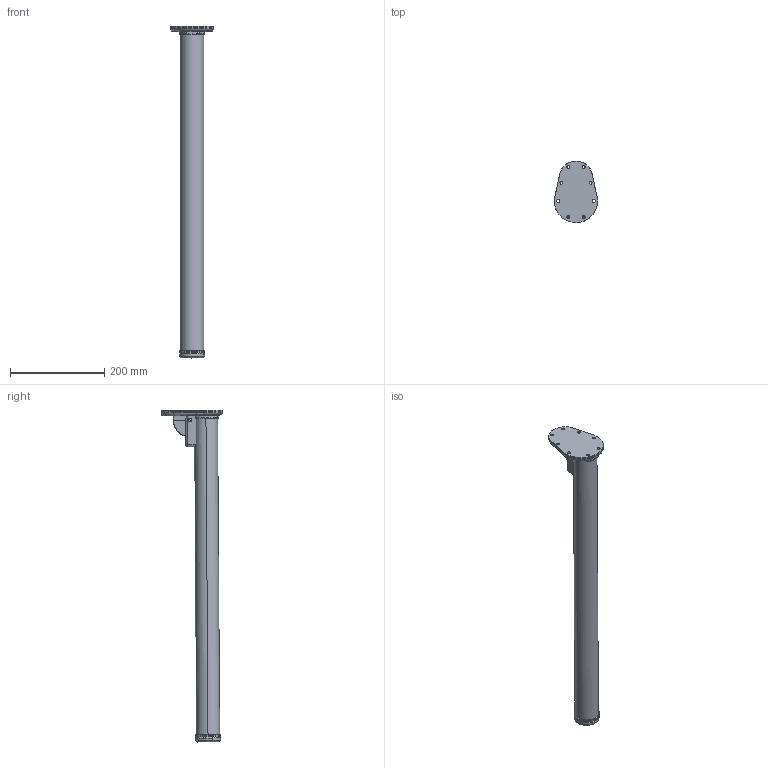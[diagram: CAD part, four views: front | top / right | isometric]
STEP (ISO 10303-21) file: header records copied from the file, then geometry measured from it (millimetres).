
FILE_DESCRIPTION(('STEP AP214'),'1');
FILE_NAME('3011088 Click rund H705.STP','2026-01-19T10:26:53',(' '),(' '),'Spatial InterOp 3D',' ',' ');
FILE_SCHEMA(('AUTOMOTIVE_DESIGN { 1 0 10303 214 1 1 1 1 }'));
Length unit declared in the file: millimetre
Products named in the file (1): None
Bounding box: 91.82 x 130.19 x 704.48 mm (x, y, z)
Volume: 1500854.5 mm3; surface area: 140784.9 mm2
Topology: 1 solids, 1 shells, 183 faces, 499 edges, 316 vertices
Faces by surface type: cylinder 92, plane 51, bspline 40
Entity records: 8366 total; most frequent: CARTESIAN_POINT 3761, ORIENTED_EDGE 986, DIRECTION 955, EDGE_CURVE 493, AXIS2_PLACEMENT_3D 382, VERTEX_POINT 316, EDGE_LOOP 207, CIRCLE 193
